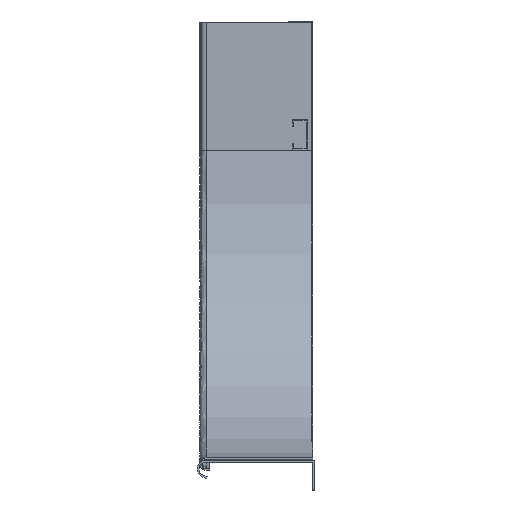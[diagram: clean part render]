
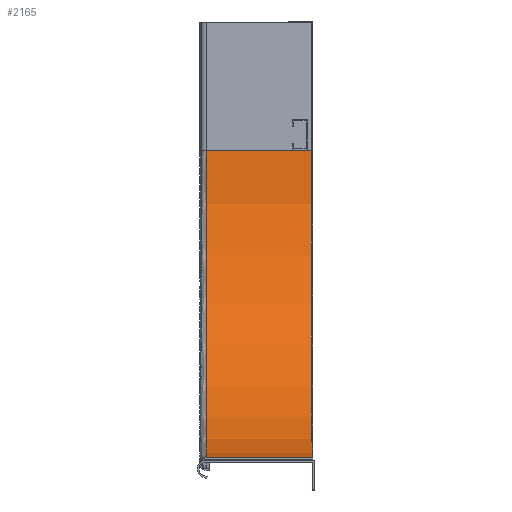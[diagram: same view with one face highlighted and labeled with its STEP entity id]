
A CAD part, left-side view. The second image highlights one B-rep face of the part: STEP entity #2165.
In plain terms, the highlighted cylindrical face has radius 300 mm (diameter 600 mm), a partial arc.
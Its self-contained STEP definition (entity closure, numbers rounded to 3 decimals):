
#1043 = DIRECTION ( 'NONE',  ( 0., 1., 0. ) ) ;
#1250 = CARTESIAN_POINT ( 'NONE',  ( 0., 0., -125. ) ) ;
#1360 = DIRECTION ( 'NONE',  ( 0., 0., -1. ) ) ;
#1701 = EDGE_LOOP ( 'NONE', ( #7566, #4117, #17249, #16232 ) ) ;
#1738 = DIRECTION ( 'NONE',  ( 0., -1., 0. ) ) ;
#1903 = CARTESIAN_POINT ( 'NONE',  ( 300., 0., -125. ) ) ;
#1990 = VECTOR ( 'NONE', #1043, 1000. ) ;
#2165 = ADVANCED_FACE ( 'NONE', ( #8279 ), #8962, .F. ) ;
#3631 = VECTOR ( 'NONE', #4341, 1000. ) ;
#3987 = EDGE_CURVE ( 'NONE', #10401, #20640, #13024, .T. ) ;
#4117 = ORIENTED_EDGE ( 'NONE', *, *, #13245, .F. ) ;
#4120 = EDGE_CURVE ( 'NONE', #20433, #10401, #6704, .T. ) ;
#4341 = DIRECTION ( 'NONE',  ( 0., -1., 0. ) ) ;
#4946 = CARTESIAN_POINT ( 'NONE',  ( 300., 104., -125. ) ) ;
#5145 = AXIS2_PLACEMENT_3D ( 'NONE', #4946, #16629, #6635 ) ;
#6635 = DIRECTION ( 'NONE',  ( 0., 0., -1. ) ) ;
#6704 = CIRCLE ( 'NONE', #12200, 300. ) ;
#7530 = CARTESIAN_POINT ( 'NONE',  ( 0., 0., -125. ) ) ;
#7566 = ORIENTED_EDGE ( 'NONE', *, *, #4120, .F. ) ;
#8279 = FACE_OUTER_BOUND ( 'NONE', #1701, .T. ) ;
#8962 = CYLINDRICAL_SURFACE ( 'NONE', #18593, 300. ) ;
#10401 = VERTEX_POINT ( 'NONE', #7530 ) ;
#10870 = CARTESIAN_POINT ( 'NONE',  ( 0., 104., -125. ) ) ;
#11992 = VERTEX_POINT ( 'NONE', #12030 ) ;
#12030 = CARTESIAN_POINT ( 'NONE',  ( 300., 104., -425. ) ) ;
#12200 = AXIS2_PLACEMENT_3D ( 'NONE', #17439, #19410, #18168 ) ;
#12561 = LINE ( 'NONE', #17594, #3631 ) ;
#13024 = LINE ( 'NONE', #1250, #1990 ) ;
#13245 = EDGE_CURVE ( 'NONE', #11992, #20433, #12561, .T. ) ;
#14917 = CIRCLE ( 'NONE', #5145, 300. ) ;
#16232 = ORIENTED_EDGE ( 'NONE', *, *, #3987, .F. ) ;
#16629 = DIRECTION ( 'NONE',  ( 0., -1., 0. ) ) ;
#17249 = ORIENTED_EDGE ( 'NONE', *, *, #20027, .F. ) ;
#17439 = CARTESIAN_POINT ( 'NONE',  ( 300., 0., -125. ) ) ;
#17594 = CARTESIAN_POINT ( 'NONE',  ( 300., 0., -425. ) ) ;
#18168 = DIRECTION ( 'NONE',  ( 0., 0., -1. ) ) ;
#18593 = AXIS2_PLACEMENT_3D ( 'NONE', #1903, #1738, #1360 ) ;
#19410 = DIRECTION ( 'NONE',  ( 0., 1., 0. ) ) ;
#20027 = EDGE_CURVE ( 'NONE', #20640, #11992, #14917, .T. ) ;
#20217 = CARTESIAN_POINT ( 'NONE',  ( 300., 0., -425. ) ) ;
#20433 = VERTEX_POINT ( 'NONE', #20217 ) ;
#20640 = VERTEX_POINT ( 'NONE', #10870 ) ;
